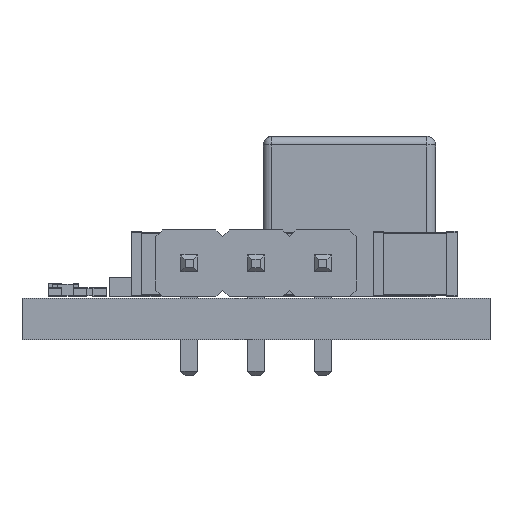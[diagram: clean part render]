
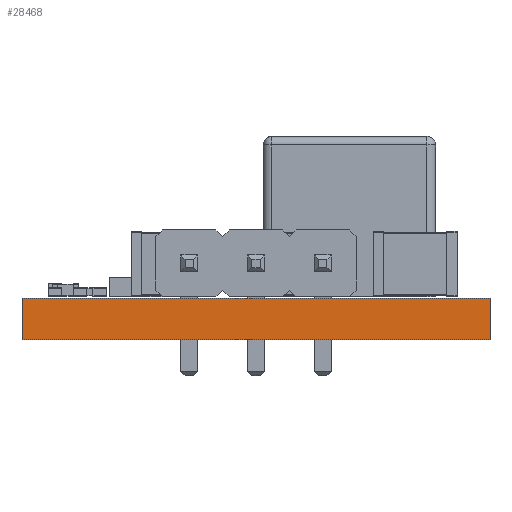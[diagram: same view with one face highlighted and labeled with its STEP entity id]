
A CAD part, front view. The second image highlights one B-rep face of the part: STEP entity #28468.
In plain terms, the highlighted planar face has unit normal (0, -1, 0).
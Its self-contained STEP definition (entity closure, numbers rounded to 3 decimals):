
#28468 = ADVANCED_FACE('',(#28469),#28483,.T.);
#28469 = FACE_BOUND('',#28470,.T.);
#28470 = EDGE_LOOP('',(#28471,#28506,#28534,#28562));
#28471 = ORIENTED_EDGE('',*,*,#28472,.T.);
#28472 = EDGE_CURVE('',#28473,#28475,#28477,.T.);
#28473 = VERTEX_POINT('',#28474);
#28474 = CARTESIAN_POINT('',(117.8,-125.,0.));
#28475 = VERTEX_POINT('',#28476);
#28476 = CARTESIAN_POINT('',(117.8,-125.,1.58));
#28477 = SURFACE_CURVE('',#28478,(#28482,#28494),.PCURVE_S1.);
#28478 = LINE('',#28479,#28480);
#28479 = CARTESIAN_POINT('',(117.8,-125.,0.));
#28480 = VECTOR('',#28481,1.);
#28481 = DIRECTION('',(0.,0.,1.));
#28482 = PCURVE('',#28483,#28488);
#28483 = PLANE('',#28484);
#28484 = AXIS2_PLACEMENT_3D('',#28485,#28486,#28487);
#28485 = CARTESIAN_POINT('',(117.8,-125.,0.));
#28486 = DIRECTION('',(0.,-1.,0.));
#28487 = DIRECTION('',(-1.,0.,0.));
#28488 = DEFINITIONAL_REPRESENTATION('',(#28489),#28493);
#28489 = LINE('',#28490,#28491);
#28490 = CARTESIAN_POINT('',(0.,-0.));
#28491 = VECTOR('',#28492,1.);
#28492 = DIRECTION('',(0.,-1.));
#28493 = ( GEOMETRIC_REPRESENTATION_CONTEXT(2) 
PARAMETRIC_REPRESENTATION_CONTEXT() REPRESENTATION_CONTEXT('2D SPACE',''
  ) );
#28494 = PCURVE('',#28495,#28500);
#28495 = PLANE('',#28496);
#28496 = AXIS2_PLACEMENT_3D('',#28497,#28498,#28499);
#28497 = CARTESIAN_POINT('',(117.8,-100.,0.));
#28498 = DIRECTION('',(1.,0.,-0.));
#28499 = DIRECTION('',(0.,-1.,0.));
#28500 = DEFINITIONAL_REPRESENTATION('',(#28501),#28505);
#28501 = LINE('',#28502,#28503);
#28502 = CARTESIAN_POINT('',(25.,0.));
#28503 = VECTOR('',#28504,1.);
#28504 = DIRECTION('',(0.,-1.));
#28505 = ( GEOMETRIC_REPRESENTATION_CONTEXT(2) 
PARAMETRIC_REPRESENTATION_CONTEXT() REPRESENTATION_CONTEXT('2D SPACE',''
  ) );
#28506 = ORIENTED_EDGE('',*,*,#28507,.T.);
#28507 = EDGE_CURVE('',#28475,#28508,#28510,.T.);
#28508 = VERTEX_POINT('',#28509);
#28509 = CARTESIAN_POINT('',(100.,-125.,1.58));
#28510 = SURFACE_CURVE('',#28511,(#28515,#28522),.PCURVE_S1.);
#28511 = LINE('',#28512,#28513);
#28512 = CARTESIAN_POINT('',(117.8,-125.,1.58));
#28513 = VECTOR('',#28514,1.);
#28514 = DIRECTION('',(-1.,0.,0.));
#28515 = PCURVE('',#28483,#28516);
#28516 = DEFINITIONAL_REPRESENTATION('',(#28517),#28521);
#28517 = LINE('',#28518,#28519);
#28518 = CARTESIAN_POINT('',(0.,-1.58));
#28519 = VECTOR('',#28520,1.);
#28520 = DIRECTION('',(1.,0.));
#28521 = ( GEOMETRIC_REPRESENTATION_CONTEXT(2) 
PARAMETRIC_REPRESENTATION_CONTEXT() REPRESENTATION_CONTEXT('2D SPACE',''
  ) );
#28522 = PCURVE('',#28523,#28528);
#28523 = PLANE('',#28524);
#28524 = AXIS2_PLACEMENT_3D('',#28525,#28526,#28527);
#28525 = CARTESIAN_POINT('',(108.9,-112.5,1.58));
#28526 = DIRECTION('',(-0.,-0.,-1.));
#28527 = DIRECTION('',(-1.,0.,0.));
#28528 = DEFINITIONAL_REPRESENTATION('',(#28529),#28533);
#28529 = LINE('',#28530,#28531);
#28530 = CARTESIAN_POINT('',(-8.9,-12.5));
#28531 = VECTOR('',#28532,1.);
#28532 = DIRECTION('',(1.,0.));
#28533 = ( GEOMETRIC_REPRESENTATION_CONTEXT(2) 
PARAMETRIC_REPRESENTATION_CONTEXT() REPRESENTATION_CONTEXT('2D SPACE',''
  ) );
#28534 = ORIENTED_EDGE('',*,*,#28535,.F.);
#28535 = EDGE_CURVE('',#28536,#28508,#28538,.T.);
#28536 = VERTEX_POINT('',#28537);
#28537 = CARTESIAN_POINT('',(100.,-125.,0.));
#28538 = SURFACE_CURVE('',#28539,(#28543,#28550),.PCURVE_S1.);
#28539 = LINE('',#28540,#28541);
#28540 = CARTESIAN_POINT('',(100.,-125.,0.));
#28541 = VECTOR('',#28542,1.);
#28542 = DIRECTION('',(0.,0.,1.));
#28543 = PCURVE('',#28483,#28544);
#28544 = DEFINITIONAL_REPRESENTATION('',(#28545),#28549);
#28545 = LINE('',#28546,#28547);
#28546 = CARTESIAN_POINT('',(17.8,0.));
#28547 = VECTOR('',#28548,1.);
#28548 = DIRECTION('',(0.,-1.));
#28549 = ( GEOMETRIC_REPRESENTATION_CONTEXT(2) 
PARAMETRIC_REPRESENTATION_CONTEXT() REPRESENTATION_CONTEXT('2D SPACE',''
  ) );
#28550 = PCURVE('',#28551,#28556);
#28551 = PLANE('',#28552);
#28552 = AXIS2_PLACEMENT_3D('',#28553,#28554,#28555);
#28553 = CARTESIAN_POINT('',(100.,-125.,0.));
#28554 = DIRECTION('',(-1.,0.,0.));
#28555 = DIRECTION('',(0.,1.,0.));
#28556 = DEFINITIONAL_REPRESENTATION('',(#28557),#28561);
#28557 = LINE('',#28558,#28559);
#28558 = CARTESIAN_POINT('',(0.,0.));
#28559 = VECTOR('',#28560,1.);
#28560 = DIRECTION('',(0.,-1.));
#28561 = ( GEOMETRIC_REPRESENTATION_CONTEXT(2) 
PARAMETRIC_REPRESENTATION_CONTEXT() REPRESENTATION_CONTEXT('2D SPACE',''
  ) );
#28562 = ORIENTED_EDGE('',*,*,#28563,.F.);
#28563 = EDGE_CURVE('',#28473,#28536,#28564,.T.);
#28564 = SURFACE_CURVE('',#28565,(#28569,#28576),.PCURVE_S1.);
#28565 = LINE('',#28566,#28567);
#28566 = CARTESIAN_POINT('',(117.8,-125.,0.));
#28567 = VECTOR('',#28568,1.);
#28568 = DIRECTION('',(-1.,0.,0.));
#28569 = PCURVE('',#28483,#28570);
#28570 = DEFINITIONAL_REPRESENTATION('',(#28571),#28575);
#28571 = LINE('',#28572,#28573);
#28572 = CARTESIAN_POINT('',(0.,-0.));
#28573 = VECTOR('',#28574,1.);
#28574 = DIRECTION('',(1.,0.));
#28575 = ( GEOMETRIC_REPRESENTATION_CONTEXT(2) 
PARAMETRIC_REPRESENTATION_CONTEXT() REPRESENTATION_CONTEXT('2D SPACE',''
  ) );
#28576 = PCURVE('',#28577,#28582);
#28577 = PLANE('',#28578);
#28578 = AXIS2_PLACEMENT_3D('',#28579,#28580,#28581);
#28579 = CARTESIAN_POINT('',(108.9,-112.5,0.));
#28580 = DIRECTION('',(-0.,-0.,-1.));
#28581 = DIRECTION('',(-1.,0.,0.));
#28582 = DEFINITIONAL_REPRESENTATION('',(#28583),#28587);
#28583 = LINE('',#28584,#28585);
#28584 = CARTESIAN_POINT('',(-8.9,-12.5));
#28585 = VECTOR('',#28586,1.);
#28586 = DIRECTION('',(1.,0.));
#28587 = ( GEOMETRIC_REPRESENTATION_CONTEXT(2) 
PARAMETRIC_REPRESENTATION_CONTEXT() REPRESENTATION_CONTEXT('2D SPACE',''
  ) );
